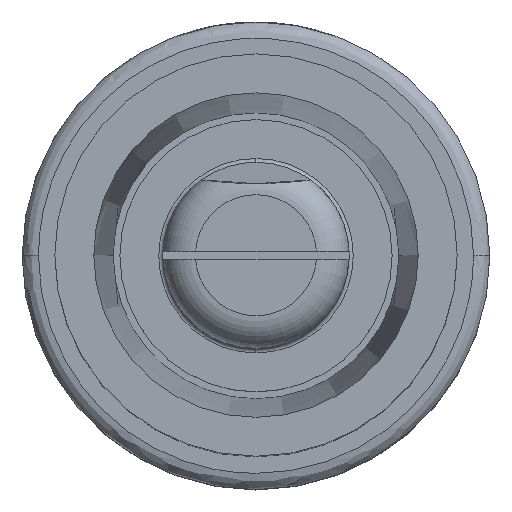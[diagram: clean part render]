
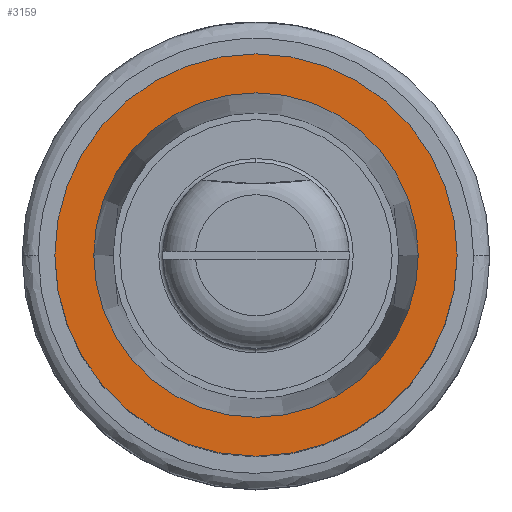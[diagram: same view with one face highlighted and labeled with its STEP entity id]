
A CAD part, top view. The second image highlights one B-rep face of the part: STEP entity #3159.
In plain terms, the highlighted planar face has unit normal (0, 0, 1).
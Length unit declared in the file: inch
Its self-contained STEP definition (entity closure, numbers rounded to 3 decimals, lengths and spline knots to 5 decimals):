
#12 = DIRECTION ( 'NONE',  ( -1., 0., 0. ) ) ;
#310 = CARTESIAN_POINT ( 'NONE',  ( 0.596, 0., 1.537 ) ) ;
#1448 = CIRCLE ( 'NONE', #12838, 0.739 ) ;
#1480 = ORIENTED_EDGE ( 'NONE', *, *, #8339, .T. ) ;
#1500 = VERTEX_POINT ( 'NONE', #7625 ) ;
#3159 = ADVANCED_FACE ( 'NONE', ( #3993, #18857 ), #9518, .T. ) ;
#3993 = FACE_BOUND ( 'NONE', #18763, .T. ) ;
#4064 = DIRECTION ( 'NONE',  ( -1., 0., 0. ) ) ;
#4557 = DIRECTION ( 'NONE',  ( 0., 0., 1. ) ) ;
#4740 = CIRCLE ( 'NONE', #22011, 0.739 ) ;
#6244 = CIRCLE ( 'NONE', #17226, 0.596 ) ;
#7054 = EDGE_CURVE ( 'NONE', #1500, #19564, #1448, .T. ) ;
#7453 = CARTESIAN_POINT ( 'NONE',  ( -0.596, 0., 1.537 ) ) ;
#7499 = CARTESIAN_POINT ( 'NONE',  ( 0., 0., 1.537 ) ) ;
#7625 = CARTESIAN_POINT ( 'NONE',  ( -0.739, 0., 1.537 ) ) ;
#7888 = EDGE_CURVE ( 'NONE', #21787, #11510, #6244, .T. ) ;
#8339 = EDGE_CURVE ( 'NONE', #11510, #21787, #12397, .T. ) ;
#8576 = DIRECTION ( 'NONE',  ( 0., 0., -1. ) ) ;
#8727 = AXIS2_PLACEMENT_3D ( 'NONE', #7499, #14272, #4064 ) ;
#9518 = PLANE ( 'NONE',  #19140 ) ;
#9620 = CARTESIAN_POINT ( 'NONE',  ( 0., 0., 1.537 ) ) ;
#9767 = DIRECTION ( 'NONE',  ( -1., 0., 0. ) ) ;
#11159 = DIRECTION ( 'NONE',  ( 1., 0., 0. ) ) ;
#11344 = DIRECTION ( 'NONE',  ( -1., 0., 0. ) ) ;
#11510 = VERTEX_POINT ( 'NONE', #310 ) ;
#12169 = ORIENTED_EDGE ( 'NONE', *, *, #13310, .F. ) ;
#12205 = ORIENTED_EDGE ( 'NONE', *, *, #7888, .T. ) ;
#12397 = CIRCLE ( 'NONE', #8727, 0.596 ) ;
#12838 = AXIS2_PLACEMENT_3D ( 'NONE', #20354, #8576, #12 ) ;
#13310 = EDGE_CURVE ( 'NONE', #19564, #1500, #4740, .T. ) ;
#14162 = ORIENTED_EDGE ( 'NONE', *, *, #7054, .F. ) ;
#14272 = DIRECTION ( 'NONE',  ( 0., 0., -1. ) ) ;
#16507 = CARTESIAN_POINT ( 'NONE',  ( 0., 0., 1.537 ) ) ;
#17226 = AXIS2_PLACEMENT_3D ( 'NONE', #16507, #19895, #9767 ) ;
#18508 = EDGE_LOOP ( 'NONE', ( #14162, #12169 ) ) ;
#18705 = CARTESIAN_POINT ( 'NONE',  ( 0.739, 0., 1.537 ) ) ;
#18763 = EDGE_LOOP ( 'NONE', ( #1480, #12205 ) ) ;
#18857 = FACE_OUTER_BOUND ( 'NONE', #18508, .T. ) ;
#19140 = AXIS2_PLACEMENT_3D ( 'NONE', #19780, #4557, #11159 ) ;
#19564 = VERTEX_POINT ( 'NONE', #18705 ) ;
#19780 = CARTESIAN_POINT ( 'NONE',  ( 0., 0.596, 1.537 ) ) ;
#19895 = DIRECTION ( 'NONE',  ( 0., 0., -1. ) ) ;
#20354 = CARTESIAN_POINT ( 'NONE',  ( 0., 0., 1.537 ) ) ;
#21445 = DIRECTION ( 'NONE',  ( 0., 0., -1. ) ) ;
#21787 = VERTEX_POINT ( 'NONE', #7453 ) ;
#22011 = AXIS2_PLACEMENT_3D ( 'NONE', #9620, #21445, #11344 ) ;
